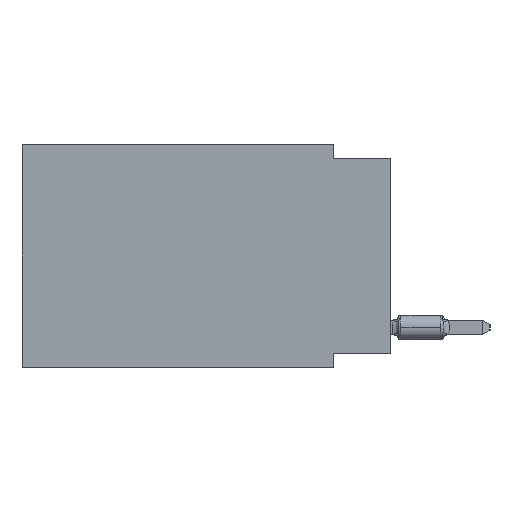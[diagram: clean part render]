
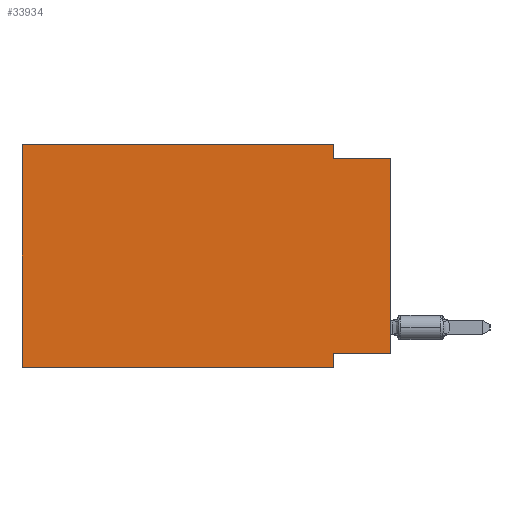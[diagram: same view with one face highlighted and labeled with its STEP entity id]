
A CAD part, left-side view. The second image highlights one B-rep face of the part: STEP entity #33934.
In plain terms, the highlighted planar face has unit normal (-1, 0, 0).
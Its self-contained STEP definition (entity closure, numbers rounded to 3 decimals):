
#938 = ORIENTED_EDGE ( 'NONE', *, *, #10396, .F. ) ;
#1324 = CARTESIAN_POINT ( 'NONE',  ( 0., 2.54, 0. ) ) ;
#1914 = CARTESIAN_POINT ( 'NONE',  ( 0., 2.54, -9.906 ) ) ;
#2047 = VERTEX_POINT ( 'NONE', #33055 ) ;
#2093 = ORIENTED_EDGE ( 'NONE', *, *, #12650, .F. ) ;
#2518 = CARTESIAN_POINT ( 'NONE',  ( 0., 2.54, 0. ) ) ;
#2704 = LINE ( 'NONE', #2518, #34080 ) ;
#3574 = CARTESIAN_POINT ( 'NONE',  ( 0., 2.54, -0.635 ) ) ;
#4065 = EDGE_CURVE ( 'NONE', #33632, #2047, #24771, .T. ) ;
#4694 = CARTESIAN_POINT ( 'NONE',  ( 0., 2.54, -9.906 ) ) ;
#4891 = DIRECTION ( 'NONE',  ( 0., 0., 1. ) ) ;
#5599 = VERTEX_POINT ( 'NONE', #14686 ) ;
#6264 = CARTESIAN_POINT ( 'NONE',  ( 0., 16.383, 0. ) ) ;
#6689 = VERTEX_POINT ( 'NONE', #1324 ) ;
#7645 = ORIENTED_EDGE ( 'NONE', *, *, #22234, .T. ) ;
#8021 = EDGE_LOOP ( 'NONE', ( #19387, #11273, #8723, #18826, #34403, #7645, #2093, #938 ) ) ;
#8723 = ORIENTED_EDGE ( 'NONE', *, *, #31293, .F. ) ;
#9141 = EDGE_CURVE ( 'NONE', #30605, #32096, #31364, .T. ) ;
#10396 = EDGE_CURVE ( 'NONE', #30605, #5599, #34004, .T. ) ;
#11176 = DIRECTION ( 'NONE',  ( 1., 0., 0. ) ) ;
#11273 = ORIENTED_EDGE ( 'NONE', *, *, #33968, .F. ) ;
#11276 = DIRECTION ( 'NONE',  ( 0., 1., 0. ) ) ;
#11951 = CARTESIAN_POINT ( 'NONE',  ( 0., 16.383, 0. ) ) ;
#12585 = VECTOR ( 'NONE', #11276, 1000. ) ;
#12650 = EDGE_CURVE ( 'NONE', #5599, #29546, #31061, .T. ) ;
#13031 = VECTOR ( 'NONE', #28970, 1000. ) ;
#14686 = CARTESIAN_POINT ( 'NONE',  ( 0., 2.54, -9.271 ) ) ;
#14970 = LINE ( 'NONE', #26528, #18520 ) ;
#15355 = CARTESIAN_POINT ( 'NONE',  ( 0., 16.383, 0. ) ) ;
#16015 = VECTOR ( 'NONE', #31926, 1000. ) ;
#16538 = VECTOR ( 'NONE', #23521, 1000. ) ;
#16653 = LINE ( 'NONE', #22356, #13031 ) ;
#17254 = DIRECTION ( 'NONE',  ( 0., 0., -1. ) ) ;
#17799 = FACE_OUTER_BOUND ( 'NONE', #8021, .T. ) ;
#17818 = LINE ( 'NONE', #11951, #16538 ) ;
#18171 = DIRECTION ( 'NONE',  ( 0., 0., -1. ) ) ;
#18520 = VECTOR ( 'NONE', #31467, 1000. ) ;
#18826 = ORIENTED_EDGE ( 'NONE', *, *, #30634, .F. ) ;
#19142 = DIRECTION ( 'NONE',  ( 0., 0., -1. ) ) ;
#19387 = ORIENTED_EDGE ( 'NONE', *, *, #9141, .T. ) ;
#19602 = CARTESIAN_POINT ( 'NONE',  ( 0., 0., 0. ) ) ;
#20123 = CARTESIAN_POINT ( 'NONE',  ( 0., 16.383, -9.906 ) ) ;
#20153 = CARTESIAN_POINT ( 'NONE',  ( 0., 0., -0.635 ) ) ;
#22234 = EDGE_CURVE ( 'NONE', #33632, #29546, #16653, .T. ) ;
#22356 = CARTESIAN_POINT ( 'NONE',  ( 0., 16.383, -9.906 ) ) ;
#22646 = CARTESIAN_POINT ( 'NONE',  ( 0., 0., -9.271 ) ) ;
#23431 = VECTOR ( 'NONE', #19142, 1000. ) ;
#23521 = DIRECTION ( 'NONE',  ( 0., -1., 0. ) ) ;
#24771 = LINE ( 'NONE', #15355, #34603 ) ;
#25172 = AXIS2_PLACEMENT_3D ( 'NONE', #6264, #11176, #17254 ) ;
#26350 = CARTESIAN_POINT ( 'NONE',  ( 0., 0., -9.271 ) ) ;
#26528 = CARTESIAN_POINT ( 'NONE',  ( 0., 0., -0.635 ) ) ;
#28086 = VERTEX_POINT ( 'NONE', #3574 ) ;
#28970 = DIRECTION ( 'NONE',  ( 0., -1., 0. ) ) ;
#29546 = VERTEX_POINT ( 'NONE', #4694 ) ;
#30605 = VERTEX_POINT ( 'NONE', #26350 ) ;
#30634 = EDGE_CURVE ( 'NONE', #2047, #6689, #17818, .T. ) ;
#31061 = LINE ( 'NONE', #1914, #23431 ) ;
#31293 = EDGE_CURVE ( 'NONE', #6689, #28086, #2704, .T. ) ;
#31364 = LINE ( 'NONE', #19602, #16015 ) ;
#31467 = DIRECTION ( 'NONE',  ( 0., -1., 0. ) ) ;
#31926 = DIRECTION ( 'NONE',  ( 0., 0., 1. ) ) ;
#32096 = VERTEX_POINT ( 'NONE', #20153 ) ;
#33055 = CARTESIAN_POINT ( 'NONE',  ( 0., 16.383, 0. ) ) ;
#33632 = VERTEX_POINT ( 'NONE', #20123 ) ;
#33934 = ADVANCED_FACE ( 'NONE', ( #17799 ), #35046, .F. ) ;
#33968 = EDGE_CURVE ( 'NONE', #28086, #32096, #14970, .T. ) ;
#34004 = LINE ( 'NONE', #22646, #12585 ) ;
#34080 = VECTOR ( 'NONE', #18171, 1000. ) ;
#34403 = ORIENTED_EDGE ( 'NONE', *, *, #4065, .F. ) ;
#34603 = VECTOR ( 'NONE', #4891, 1000. ) ;
#35046 = PLANE ( 'NONE',  #25172 ) ;
